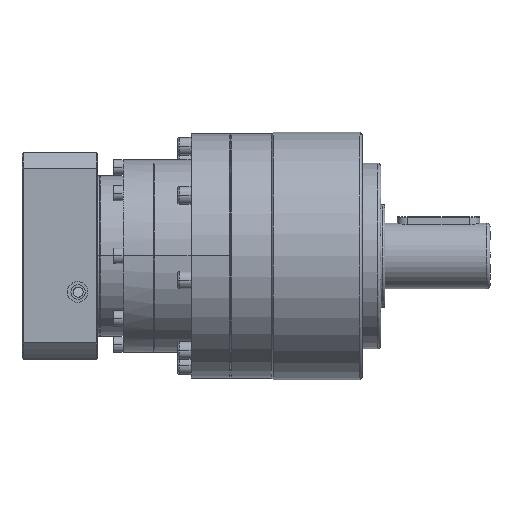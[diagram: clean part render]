
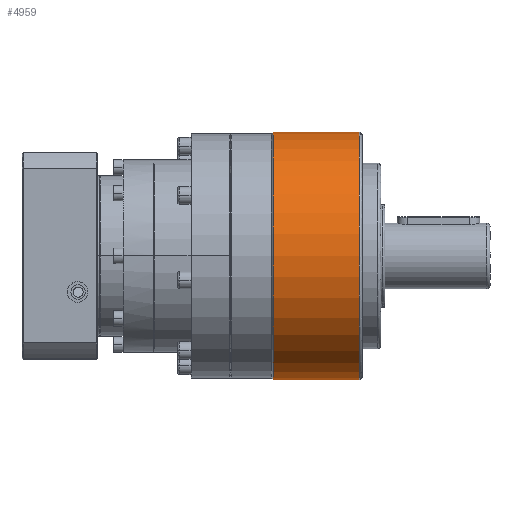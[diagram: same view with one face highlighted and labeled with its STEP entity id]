
A CAD part, top view. The second image highlights one B-rep face of the part: STEP entity #4959.
In plain terms, the highlighted cylindrical face has radius 60 mm (diameter 120 mm), a partial arc.
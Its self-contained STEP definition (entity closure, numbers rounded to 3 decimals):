
#1380 = CIRCLE ( 'NONE', #20891, 60. ) ;
#1649 = CARTESIAN_POINT ( 'NONE',  ( 60., 0., 62.5 ) ) ;
#2636 = ORIENTED_EDGE ( 'NONE', *, *, #4596, .T. ) ;
#3025 = VECTOR ( 'NONE', #9617, 1000. ) ;
#3895 = EDGE_CURVE ( 'NONE', #8539, #4594, #22865, .T. ) ;
#4033 = AXIS2_PLACEMENT_3D ( 'NONE', #24509, #4340, #17395 ) ;
#4134 = DIRECTION ( 'NONE',  ( 0., 0., 1. ) ) ;
#4340 = DIRECTION ( 'NONE',  ( 0., 0., 1. ) ) ;
#4594 = VERTEX_POINT ( 'NONE', #8495 ) ;
#4596 = EDGE_CURVE ( 'NONE', #8539, #24283, #7846, .T. ) ;
#4818 = CARTESIAN_POINT ( 'NONE',  ( -60., 0., 0. ) ) ;
#4959 = ADVANCED_FACE ( 'NONE', ( #15816 ), #16182, .T. ) ;
#7277 = DIRECTION ( 'NONE',  ( 1., 0., 0. ) ) ;
#7419 = DIRECTION ( 'NONE',  ( 0., 0., 1. ) ) ;
#7607 = CARTESIAN_POINT ( 'NONE',  ( 0., 0., 20.75 ) ) ;
#7846 = CIRCLE ( 'NONE', #11916, 60. ) ;
#8341 = LINE ( 'NONE', #13523, #3025 ) ;
#8495 = CARTESIAN_POINT ( 'NONE',  ( -60., 0., 62.5 ) ) ;
#8539 = VERTEX_POINT ( 'NONE', #16302 ) ;
#9617 = DIRECTION ( 'NONE',  ( 0., 0., 1. ) ) ;
#9627 = CARTESIAN_POINT ( 'NONE',  ( 0., 0., 62.5 ) ) ;
#11022 = VECTOR ( 'NONE', #4134, 1000. ) ;
#11670 = DIRECTION ( 'NONE',  ( 1., 0., 0. ) ) ;
#11916 = AXIS2_PLACEMENT_3D ( 'NONE', #7607, #7419, #7277 ) ;
#12827 = EDGE_CURVE ( 'NONE', #24283, #22332, #8341, .T. ) ;
#13523 = CARTESIAN_POINT ( 'NONE',  ( 60., 0., 0. ) ) ;
#13557 = CARTESIAN_POINT ( 'NONE',  ( 60., 0., 20.75 ) ) ;
#15145 = EDGE_LOOP ( 'NONE', ( #19642, #2636, #23031, #15802 ) ) ;
#15802 = ORIENTED_EDGE ( 'NONE', *, *, #24871, .T. ) ;
#15816 = FACE_OUTER_BOUND ( 'NONE', #15145, .T. ) ;
#16182 = CYLINDRICAL_SURFACE ( 'NONE', #4033, 60. ) ;
#16302 = CARTESIAN_POINT ( 'NONE',  ( -60., 0., 20.75 ) ) ;
#17395 = DIRECTION ( 'NONE',  ( 1., 0., 0. ) ) ;
#19642 = ORIENTED_EDGE ( 'NONE', *, *, #3895, .F. ) ;
#20891 = AXIS2_PLACEMENT_3D ( 'NONE', #9627, #22782, #11670 ) ;
#22332 = VERTEX_POINT ( 'NONE', #1649 ) ;
#22782 = DIRECTION ( 'NONE',  ( 0., 0., -1. ) ) ;
#22865 = LINE ( 'NONE', #4818, #11022 ) ;
#23031 = ORIENTED_EDGE ( 'NONE', *, *, #12827, .T. ) ;
#24283 = VERTEX_POINT ( 'NONE', #13557 ) ;
#24509 = CARTESIAN_POINT ( 'NONE',  ( 0., 0., 0. ) ) ;
#24871 = EDGE_CURVE ( 'NONE', #22332, #4594, #1380, .T. ) ;
